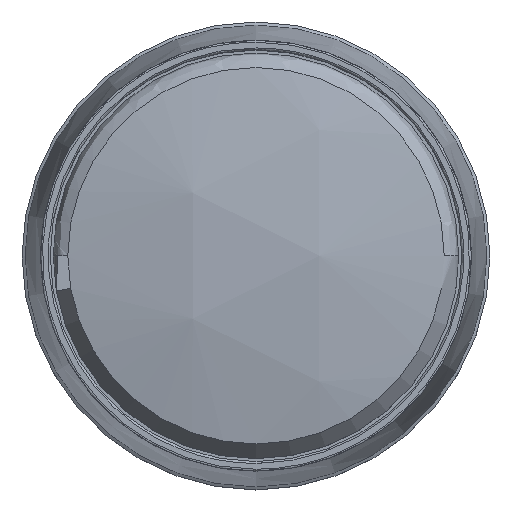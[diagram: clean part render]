
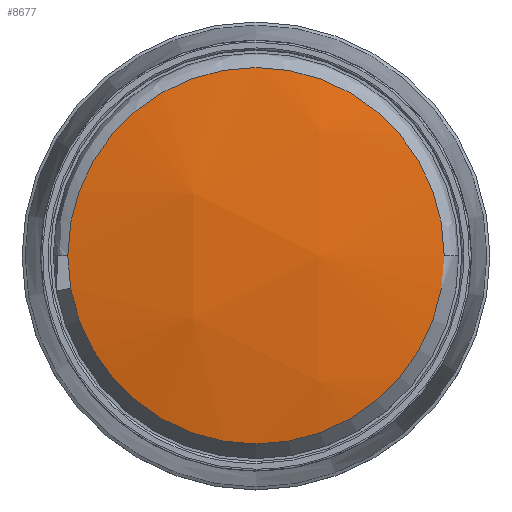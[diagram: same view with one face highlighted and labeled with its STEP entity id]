
A CAD part, top view. The second image highlights one B-rep face of the part: STEP entity #8677.
In plain terms, the highlighted spherical face has radius 135 mm.
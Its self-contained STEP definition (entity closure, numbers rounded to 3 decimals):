
#1221 = ORIENTED_EDGE ( 'NONE', *, *, #9307, .F. ) ;
#1524 = VERTEX_POINT ( 'NONE', #11450 ) ;
#2018 = AXIS2_PLACEMENT_3D ( 'NONE', #5638, #10214, #14807 ) ;
#2138 = EDGE_CURVE ( 'NONE', #1524, #5242, #13206, .T. ) ;
#2386 = DIRECTION ( 'NONE',  ( 0., 1., 0. ) ) ;
#2702 = DIRECTION ( 'NONE',  ( 0., 1., 0. ) ) ;
#3519 = SPHERICAL_SURFACE ( 'NONE', #11121, 135. ) ;
#4643 = FACE_OUTER_BOUND ( 'NONE', #14155, .T. ) ;
#4800 = AXIS2_PLACEMENT_3D ( 'NONE', #8408, #12990, #2702 ) ;
#4923 = CARTESIAN_POINT ( 'NONE',  ( -30.17, 0., 50.085 ) ) ;
#5242 = VERTEX_POINT ( 'NONE', #4923 ) ;
#5638 = CARTESIAN_POINT ( 'NONE',  ( 0., 0., 50.085 ) ) ;
#5702 = ORIENTED_EDGE ( 'NONE', *, *, #2138, .F. ) ;
#8092 = CARTESIAN_POINT ( 'NONE',  ( 0., 0., -81.5 ) ) ;
#8408 = CARTESIAN_POINT ( 'NONE',  ( 0., 0., 50.085 ) ) ;
#8479 = CIRCLE ( 'NONE', #2018, 30.17 ) ;
#8677 = ADVANCED_FACE ( 'NONE', ( #4643 ), #3519, .T. ) ;
#9307 = EDGE_CURVE ( 'NONE', #5242, #1524, #8479, .T. ) ;
#10214 = DIRECTION ( 'NONE',  ( 0., 0., -1. ) ) ;
#11121 = AXIS2_PLACEMENT_3D ( 'NONE', #8092, #12669, #2386 ) ;
#11450 = CARTESIAN_POINT ( 'NONE',  ( 30.17, 0., 50.085 ) ) ;
#12669 = DIRECTION ( 'NONE',  ( -1., 0., 0. ) ) ;
#12990 = DIRECTION ( 'NONE',  ( 0., 0., -1. ) ) ;
#13206 = CIRCLE ( 'NONE', #4800, 30.17 ) ;
#14155 = EDGE_LOOP ( 'NONE', ( #5702, #1221 ) ) ;
#14807 = DIRECTION ( 'NONE',  ( 0., 1., 0. ) ) ;
